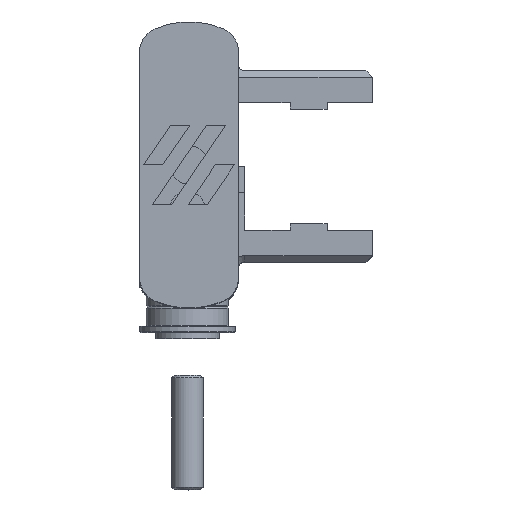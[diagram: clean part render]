
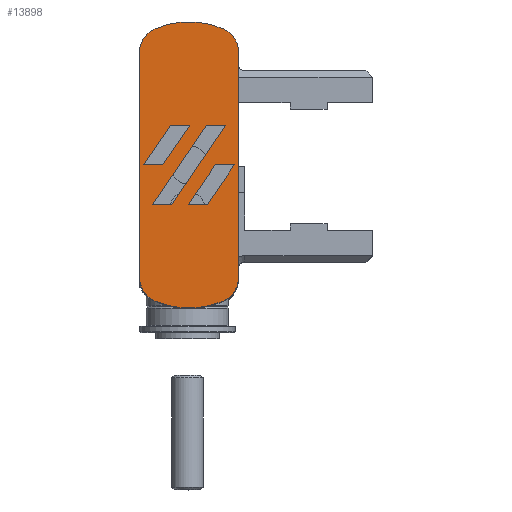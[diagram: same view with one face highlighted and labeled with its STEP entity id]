
A CAD part, top view. The second image highlights one B-rep face of the part: STEP entity #13898.
In plain terms, the highlighted planar face has unit normal (0, 0, 1).
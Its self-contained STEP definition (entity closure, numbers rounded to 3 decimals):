
#878=FACE_BOUND('',#2904,.T.);
#879=FACE_BOUND('',#2905,.T.);
#880=FACE_BOUND('',#2906,.T.);
#1294=PLANE('',#15535);
#2056=FACE_OUTER_BOUND('',#2903,.T.);
#2903=EDGE_LOOP('',(#12966,#12967,#12968,#12969,#12970,#12971,#12972,#12973));
#2904=EDGE_LOOP('',(#12974,#12975,#12976,#12977));
#2905=EDGE_LOOP('',(#12978,#12979,#12980,#12981));
#2906=EDGE_LOOP('',(#12982,#12983,#12984,#12985));
#4013=LINE('',#26651,#5168);
#4024=LINE('',#26718,#5179);
#4027=LINE('',#26724,#5182);
#4031=LINE('',#26732,#5186);
#4032=LINE('',#26734,#5187);
#4036=LINE('',#26743,#5191);
#4039=LINE('',#26749,#5194);
#4043=LINE('',#26757,#5198);
#4044=LINE('',#26759,#5199);
#4048=LINE('',#26768,#5203);
#4051=LINE('',#26774,#5206);
#4055=LINE('',#26782,#5210);
#4056=LINE('',#26784,#5211);
#4060=LINE('',#26804,#5215);
#5168=VECTOR('',#19093,10.);
#5179=VECTOR('',#19168,10.);
#5182=VECTOR('',#19173,10.);
#5186=VECTOR('',#19181,10.);
#5187=VECTOR('',#19184,10.);
#5191=VECTOR('',#19190,10.);
#5194=VECTOR('',#19195,10.);
#5198=VECTOR('',#19203,10.);
#5199=VECTOR('',#19206,10.);
#5203=VECTOR('',#19212,10.);
#5206=VECTOR('',#19217,10.);
#5210=VECTOR('',#19225,10.);
#5211=VECTOR('',#19228,10.);
#5215=VECTOR('',#19254,10.);
#5716=CIRCLE('',#15470,4.);
#5717=CIRCLE('',#15472,13.456);
#5718=CIRCLE('',#15474,4.);
#5741=CIRCLE('',#15529,13.456);
#5742=CIRCLE('',#15531,4.);
#5743=CIRCLE('',#15534,4.);
#6989=VERTEX_POINT('',#26635);
#6990=VERTEX_POINT('',#26637);
#6991=VERTEX_POINT('',#26641);
#6992=VERTEX_POINT('',#26645);
#6993=VERTEX_POINT('',#26649);
#7014=VERTEX_POINT('',#26711);
#7017=VERTEX_POINT('',#26716);
#7019=VERTEX_POINT('',#26721);
#7021=VERTEX_POINT('',#26730);
#7023=VERTEX_POINT('',#26737);
#7025=VERTEX_POINT('',#26741);
#7026=VERTEX_POINT('',#26745);
#7029=VERTEX_POINT('',#26755);
#7030=VERTEX_POINT('',#26761);
#7033=VERTEX_POINT('',#26766);
#7035=VERTEX_POINT('',#26771);
#7037=VERTEX_POINT('',#26780);
#7040=VERTEX_POINT('',#26795);
#7041=VERTEX_POINT('',#26797);
#7042=VERTEX_POINT('',#26803);
#8943=EDGE_CURVE('',#6990,#6989,#5716,.T.);
#8946=EDGE_CURVE('',#6989,#6991,#5717,.T.);
#8948=EDGE_CURVE('',#6991,#6992,#5718,.T.);
#8950=EDGE_CURVE('',#6992,#6993,#4013,.T.);
#8981=EDGE_CURVE('',#7014,#7017,#4024,.T.);
#8984=EDGE_CURVE('',#7019,#7014,#4027,.T.);
#8988=EDGE_CURVE('',#7017,#7021,#4031,.T.);
#8989=EDGE_CURVE('',#7021,#7019,#4032,.T.);
#8993=EDGE_CURVE('',#7023,#7025,#4036,.T.);
#8996=EDGE_CURVE('',#7026,#7023,#4039,.T.);
#9000=EDGE_CURVE('',#7025,#7029,#4043,.T.);
#9001=EDGE_CURVE('',#7029,#7026,#4044,.T.);
#9005=EDGE_CURVE('',#7030,#7033,#4048,.T.);
#9008=EDGE_CURVE('',#7035,#7030,#4051,.T.);
#9012=EDGE_CURVE('',#7033,#7037,#4055,.T.);
#9013=EDGE_CURVE('',#7037,#7035,#4056,.T.);
#9018=EDGE_CURVE('',#7041,#7040,#5741,.T.);
#9020=EDGE_CURVE('',#6993,#7041,#5742,.T.);
#9021=EDGE_CURVE('',#7042,#6990,#4060,.T.);
#9023=EDGE_CURVE('',#7040,#7042,#5743,.T.);
#12966=ORIENTED_EDGE('',*,*,#9023,.T.);
#12967=ORIENTED_EDGE('',*,*,#9021,.T.);
#12968=ORIENTED_EDGE('',*,*,#8943,.T.);
#12969=ORIENTED_EDGE('',*,*,#8946,.T.);
#12970=ORIENTED_EDGE('',*,*,#8948,.T.);
#12971=ORIENTED_EDGE('',*,*,#8950,.T.);
#12972=ORIENTED_EDGE('',*,*,#9020,.T.);
#12973=ORIENTED_EDGE('',*,*,#9018,.T.);
#12974=ORIENTED_EDGE('',*,*,#8981,.T.);
#12975=ORIENTED_EDGE('',*,*,#8988,.T.);
#12976=ORIENTED_EDGE('',*,*,#8989,.T.);
#12977=ORIENTED_EDGE('',*,*,#8984,.T.);
#12978=ORIENTED_EDGE('',*,*,#8993,.T.);
#12979=ORIENTED_EDGE('',*,*,#9000,.T.);
#12980=ORIENTED_EDGE('',*,*,#9001,.T.);
#12981=ORIENTED_EDGE('',*,*,#8996,.T.);
#12982=ORIENTED_EDGE('',*,*,#9005,.T.);
#12983=ORIENTED_EDGE('',*,*,#9012,.T.);
#12984=ORIENTED_EDGE('',*,*,#9013,.T.);
#12985=ORIENTED_EDGE('',*,*,#9008,.T.);
#13898=ADVANCED_FACE('',(#2056,#878,#879,#880),#1294,.T.);
#15470=AXIS2_PLACEMENT_3D('',#26638,#19077,#19078);
#15472=AXIS2_PLACEMENT_3D('',#26643,#19083,#19084);
#15474=AXIS2_PLACEMENT_3D('',#26647,#19088,#19089);
#15529=AXIS2_PLACEMENT_3D('',#26798,#19245,#19246);
#15531=AXIS2_PLACEMENT_3D('',#26801,#19250,#19251);
#15534=AXIS2_PLACEMENT_3D('',#26807,#19258,#19259);
#15535=AXIS2_PLACEMENT_3D('',#26808,#19260,#19261);
#19077=DIRECTION('center_axis',(0.,0.,1.));
#19078=DIRECTION('ref_axis',(1.,0.,0.));
#19083=DIRECTION('center_axis',(0.,0.,1.));
#19084=DIRECTION('ref_axis',(0.397,0.918,0.));
#19088=DIRECTION('center_axis',(0.,0.,1.));
#19089=DIRECTION('ref_axis',(-0.397,0.918,0.));
#19093=DIRECTION('',(0.,-1.,0.));
#19168=DIRECTION('',(0.563,0.827,0.));
#19173=DIRECTION('',(-1.,0.,0.));
#19181=DIRECTION('',(1.,0.,0.));
#19184=DIRECTION('',(-0.563,-0.827,0.));
#19190=DIRECTION('',(0.563,0.827,0.));
#19195=DIRECTION('',(-1.,0.,0.));
#19203=DIRECTION('',(1.,0.,0.));
#19206=DIRECTION('',(-0.563,-0.827,0.));
#19212=DIRECTION('',(-1.,0.,0.));
#19217=DIRECTION('',(-0.563,-0.827,0.));
#19225=DIRECTION('',(0.563,0.827,0.));
#19228=DIRECTION('',(1.,0.,0.));
#19245=DIRECTION('center_axis',(0.,0.,1.));
#19246=DIRECTION('ref_axis',(-0.397,-0.918,0.));
#19250=DIRECTION('center_axis',(0.,0.,1.));
#19251=DIRECTION('ref_axis',(-1.,0.,0.));
#19254=DIRECTION('',(0.,1.,0.));
#19258=DIRECTION('center_axis',(0.,0.,1.));
#19259=DIRECTION('ref_axis',(0.397,-0.918,0.));
#19260=DIRECTION('center_axis',(0.,0.,1.));
#19261=DIRECTION('ref_axis',(1.,0.,0.));
#26635=CARTESIAN_POINT('',(5.336,21.353,4.5));
#26637=CARTESIAN_POINT('',(7.75,17.681,4.5));
#26638=CARTESIAN_POINT('Origin',(3.75,17.681,4.5));
#26641=CARTESIAN_POINT('',(-5.336,21.353,4.5));
#26643=CARTESIAN_POINT('Origin',(0.,9.,
4.5));
#26645=CARTESIAN_POINT('',(-7.75,17.681,4.5));
#26647=CARTESIAN_POINT('Origin',(-3.75,17.681,4.5));
#26649=CARTESIAN_POINT('',(-7.75,-17.681,4.5));
#26651=CARTESIAN_POINT('',(-7.75,17.681,4.5));
#26711=CARTESIAN_POINT('',(-0.112,-6.199,4.5));
#26716=CARTESIAN_POINT('',(4.109,0.,4.5));
#26718=CARTESIAN_POINT('',(3.458,-0.956,4.5));
#26721=CARTESIAN_POINT('',(2.888,-6.199,4.5));
#26724=CARTESIAN_POINT('',(-0.056,-6.199,4.5));
#26730=CARTESIAN_POINT('',(7.109,0.,4.5));
#26732=CARTESIAN_POINT('',(3.554,0.,4.5));
#26734=CARTESIAN_POINT('',(3.872,-4.753,4.5));
#26737=CARTESIAN_POINT('',(-5.721,-6.199,4.5));
#26741=CARTESIAN_POINT('',(2.721,6.199,4.5));
#26743=CARTESIAN_POINT('',(0.848,3.449,4.5));
#26745=CARTESIAN_POINT('',(-2.721,-6.199,4.5));
#26749=CARTESIAN_POINT('',(-2.861,-6.199,4.5));
#26755=CARTESIAN_POINT('',(5.721,6.199,4.5));
#26757=CARTESIAN_POINT('',(2.861,6.199,4.5));
#26759=CARTESIAN_POINT('',(-0.848,-3.449,4.5));
#26761=CARTESIAN_POINT('',(-4.109,0.,4.5));
#26766=CARTESIAN_POINT('',(-7.109,0.,4.5));
#26768=CARTESIAN_POINT('',(-3.554,0.,4.5));
#26771=CARTESIAN_POINT('',(0.112,6.199,4.5));
#26774=CARTESIAN_POINT('',(-3.458,0.956,4.5));
#26780=CARTESIAN_POINT('',(-2.888,6.199,4.5));
#26782=CARTESIAN_POINT('',(-3.872,4.753,4.5));
#26784=CARTESIAN_POINT('',(0.056,6.199,4.5));
#26795=CARTESIAN_POINT('',(5.336,-21.353,4.5));
#26797=CARTESIAN_POINT('',(-5.336,-21.353,4.5));
#26798=CARTESIAN_POINT('Origin',(0.,-9.,4.5));
#26801=CARTESIAN_POINT('Origin',(-3.75,-17.681,4.5));
#26803=CARTESIAN_POINT('',(7.75,-17.681,4.5));
#26804=CARTESIAN_POINT('',(7.75,-17.681,4.5));
#26807=CARTESIAN_POINT('Origin',(3.75,-17.681,4.5));
#26808=CARTESIAN_POINT('Origin',(0.,0.,
4.5));
